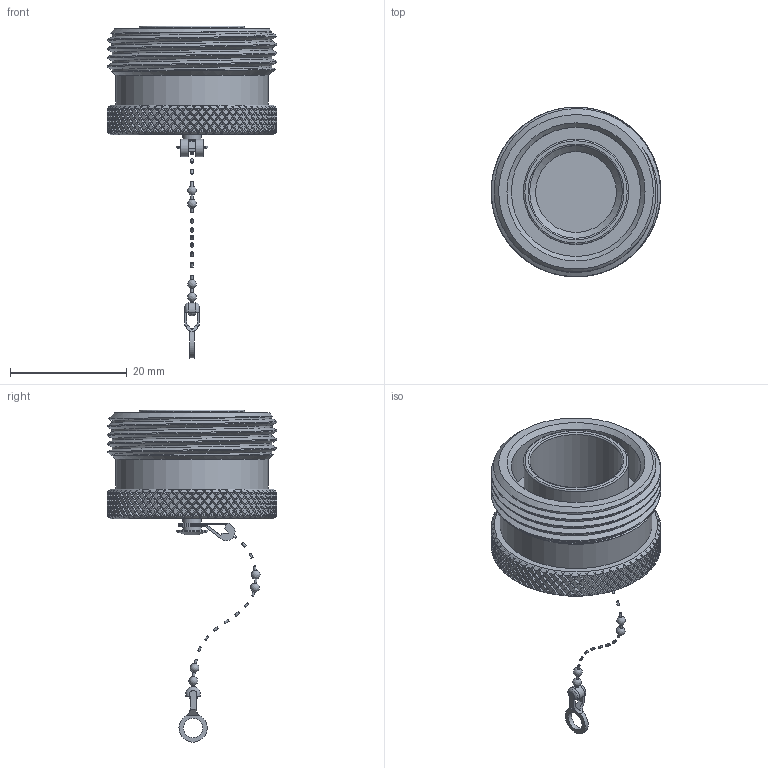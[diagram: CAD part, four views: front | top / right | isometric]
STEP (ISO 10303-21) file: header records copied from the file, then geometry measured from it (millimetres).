
FILE_DESCRIPTION (( 'STEP AP203' ), '1' );
FILE_NAME ('SC2081_3D.step', '2021-04-09T15:12:52', ( '' ), ( '' ), 'SwSTEP 2.0', 'SolidWorks 2020', '' );
FILE_SCHEMA (( 'CONFIG_CONTROL_DESIGN' ));
Length unit declared in the file: metre
Products named in the file (1): SC2081_3D
Bounding box: 29 x 29 x 56.78 mm (x, y, z)
Volume: 7392.1 mm3; surface area: 5376.2 mm2
Topology: 12 solids, 12 shells, 2341 faces, 4973 edges, 2660 vertices
Faces by surface type: bspline 1871, cylinder 411, plane 51, cone 6, torus 2
Full cylindrical faces by diameter (mm): 3.109 x3, 3.302 x1, 5.455 x1, 15.85 x1, 18 x1, 22.1 x1, 26 x1
Entity records: 81721 total; most frequent: CARTESIAN_POINT 51720, ORIENTED_EDGE 9854, EDGE_CURVE 4927, VERTEX_POINT 2652, EDGE_LOOP 2395, B_SPLINE_CURVE_WITH_KNOTS 2394, FACE_OUTER_BOUND 2349, ADVANCED_FACE 2329
